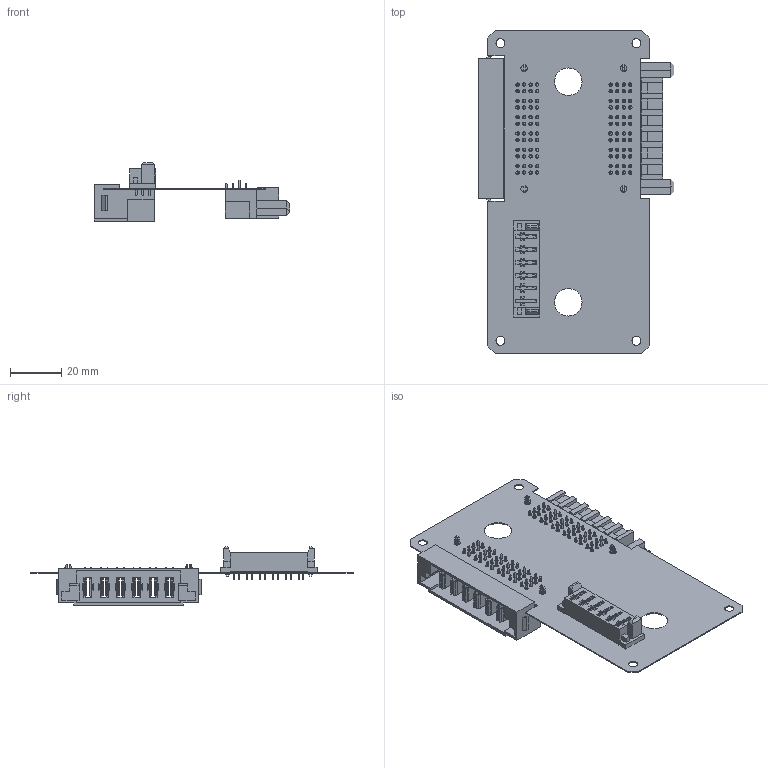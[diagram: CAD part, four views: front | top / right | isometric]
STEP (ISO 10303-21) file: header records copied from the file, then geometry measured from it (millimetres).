
FILE_DESCRIPTION(('Open CASCADE Model'),'2;1');
FILE_NAME('Open CASCADE Shape Model','2017-07-15T11:34:55',('Author'),( 'Open CASCADE'),'Open CASCADE STEP processor 6.8','Open CASCADE 6.8' ,'Unknown');
FILE_SCHEMA(('AUTOMOTIVE_DESIGN { 1 0 10303 214 1 1 1 1 }'));
Length unit declared in the file: millimetre
Products named in the file (17): PCB; Board; MPS; MPS-06-7.70-01-L-V-LC; _MPS-06-7.70-01-L-V-LC_t; _MPS-06-7.70-01-L-V-LC_p; _MPS-06-7.70-01-L-V-LC_lc; PES; PES-06-01-S-RA-LC; _PES-06-RA-LC_t; _PES-06-01-RA_p; _PES-06-01-S-RA-LC_lc; PET; PET-06-01-S-RA-LC; _PET-06-RA-LC_t; _PET-06-01-RA_p; _PET-LC_lc
Assembly tree (19 placements, depth 4):
  PCB
    Board
    MPS
      MPS-06-7.70-01-L-V-LC
        _MPS-06-7.70-01-L-V-LC_t
        _MPS-06-7.70-01-L-V-LC_p
        _MPS-06-7.70-01-L-V-LC_lc  x2
    PES
      PES-06-01-S-RA-LC
        _PES-06-RA-LC_t
        _PES-06-01-RA_p
        _PES-06-01-S-RA-LC_lc  x2
    PET
      PET-06-01-S-RA-LC
        _PET-06-RA-LC_t
        _PET-06-01-RA_p
        _PET-LC_lc  x2
Bounding box: 76.3 x 126 x 22.99 mm (x, y, z)
Volume: 21073.7 mm3; surface area: 43671.9 mm2
Topology: 13 solids, 13 shells, 2575 faces, 7336 edges, 4808 vertices
Faces by surface type: plane 2259, cylinder 316
Full cylindrical faces by diameter (mm): 1.04 x36, 1.19 x2, 1.32 x96, 2.49 x4, 3.5 x4, 10.7 x2
Entity records: 80980 total; most frequent: CARTESIAN_POINT 14331, ORIENTED_EDGE 14270, DIRECTION 12793, EDGE_CURVE 7135, LINE 6521, VECTOR 6521, VERTEX_POINT 4674, AXIS2_PLACEMENT_3D 3136
